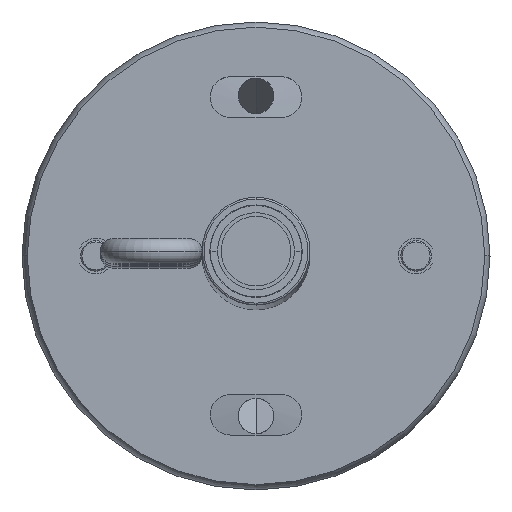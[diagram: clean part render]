
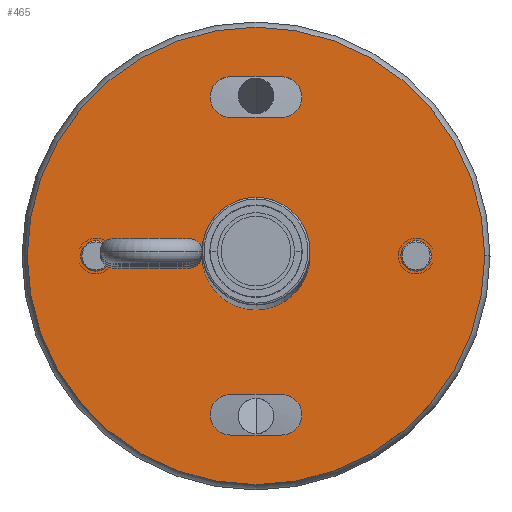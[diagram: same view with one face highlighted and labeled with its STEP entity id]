
A CAD part, top view. The second image highlights one B-rep face of the part: STEP entity #465.
In plain terms, the highlighted planar face has unit normal (0, 0, 1).
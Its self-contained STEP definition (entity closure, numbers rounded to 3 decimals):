
#465=ADVANCED_FACE('',(#955,#956,#957,#958,#959,#960),#961,.T.);
#955=FACE_OUTER_BOUND('',#1452,.T.);
#956=FACE_BOUND('',#1453,.T.);
#957=FACE_BOUND('',#1454,.T.);
#958=FACE_BOUND('',#1455,.T.);
#959=FACE_BOUND('',#1456,.T.);
#960=FACE_BOUND('',#1457,.T.);
#961=PLANE('',#1458);
#1411=EDGE_CURVE('',#2720,#2724,#2726,.T.);
#1414=EDGE_CURVE('',#2731,#2728,#2732,.T.);
#1419=EDGE_CURVE('',#2740,#2737,#2741,.T.);
#1424=EDGE_CURVE('',#2737,#2740,#2747,.T.);
#1427=EDGE_CURVE('',#2728,#2731,#2750,.T.);
#1429=EDGE_CURVE('',#2724,#2720,#2752,.T.);
#1452=EDGE_LOOP('',(#2825,#2826));
#1453=EDGE_LOOP('',(#2827,#2828));
#1454=EDGE_LOOP('',(#2829,#2830));
#1455=EDGE_LOOP('',(#2831,#2832,#2833,#2834));
#1456=EDGE_LOOP('',(#2835,#2836,#2837,#2838));
#1457=EDGE_LOOP('',(#2839,#2840));
#1458=AXIS2_PLACEMENT_3D('',#2841,#2842,#2843);
#2720=VERTEX_POINT('',#4134);
#2724=VERTEX_POINT('',#4139);
#2726=CIRCLE('',#4142,9.0);
#2728=VERTEX_POINT('',#4144);
#2731=VERTEX_POINT('',#4148);
#2732=CIRCLE('',#4149,6.0);
#2737=VERTEX_POINT('',#4155);
#2740=VERTEX_POINT('',#4159);
#2741=CIRCLE('',#4160,6.0);
#2747=CIRCLE('',#4167,6.0);
#2750=CIRCLE('',#4170,6.0);
#2752=CIRCLE('',#4172,9.0);
#2825=ORIENTED_EDGE('',*,*,#4203,.F.);
#2826=ORIENTED_EDGE('',*,*,#4178,.F.);
#2827=ORIENTED_EDGE('',*,*,#1424,.T.);
#2828=ORIENTED_EDGE('',*,*,#1419,.T.);
#2829=ORIENTED_EDGE('',*,*,#1427,.T.);
#2830=ORIENTED_EDGE('',*,*,#1414,.T.);
#2831=ORIENTED_EDGE('',*,*,#4181,.T.);
#2832=ORIENTED_EDGE('',*,*,#4190,.T.);
#2833=ORIENTED_EDGE('',*,*,#4187,.T.);
#2834=ORIENTED_EDGE('',*,*,#4184,.T.);
#2835=ORIENTED_EDGE('',*,*,#4193,.T.);
#2836=ORIENTED_EDGE('',*,*,#4202,.T.);
#2837=ORIENTED_EDGE('',*,*,#4199,.T.);
#2838=ORIENTED_EDGE('',*,*,#4196,.T.);
#2839=ORIENTED_EDGE('',*,*,#1411,.T.);
#2840=ORIENTED_EDGE('',*,*,#1429,.T.);
#2841=CARTESIAN_POINT('',(847.0,-2362.902,237.798));
#2842=DIRECTION('',(0.0,0.0,1.0));
#2843=DIRECTION('',(1.0,0.0,0.0));
#4134=CARTESIAN_POINT('',(847.0,-2371.902,237.798));
#4139=CARTESIAN_POINT('',(847.0,-2353.902,237.798));
#4142=AXIS2_PLACEMENT_3D('',#4864,#4865,#4866);
#4144=CARTESIAN_POINT('',(790.0,-2362.902,237.798));
#4148=CARTESIAN_POINT('',(778.0,-2362.902,237.798));
#4149=AXIS2_PLACEMENT_3D('',#4868,#4869,#4870);
#4155=CARTESIAN_POINT('',(916.0,-2362.902,237.798));
#4159=CARTESIAN_POINT('',(904.0,-2362.902,237.798));
#4160=AXIS2_PLACEMENT_3D('',#4876,#4877,#4878);
#4167=AXIS2_PLACEMENT_3D('',#4886,#4887,#4888);
#4170=AXIS2_PLACEMENT_3D('',#4892,#4893,#4894);
#4172=AXIS2_PLACEMENT_3D('',#4895,#4896,#4897);
#4178=EDGE_CURVE('',#4906,#4902,#4908,.T.);
#4181=EDGE_CURVE('',#4914,#4912,#4915,.T.);
#4184=EDGE_CURVE('',#4919,#4914,#4920,.T.);
#4187=EDGE_CURVE('',#4924,#4919,#4925,.T.);
#4190=EDGE_CURVE('',#4912,#4924,#4928,.T.);
#4193=EDGE_CURVE('',#4934,#4932,#4935,.T.);
#4196=EDGE_CURVE('',#4939,#4934,#4940,.T.);
#4199=EDGE_CURVE('',#4944,#4939,#4945,.T.);
#4202=EDGE_CURVE('',#4932,#4944,#4948,.T.);
#4203=EDGE_CURVE('',#4902,#4906,#4949,.T.);
#4864=CARTESIAN_POINT('',(847.0,-2362.902,237.798));
#4865=DIRECTION('',(-0.0,-0.0,-1.0));
#4866=DIRECTION('',(0.0,-1.0,0.0));
#4868=CARTESIAN_POINT('',(784.0,-2362.902,237.798));
#4869=DIRECTION('',(0.0,0.0,-1.0));
#4870=DIRECTION('',(1.0,0.0,0.0));
#4876=CARTESIAN_POINT('',(910.0,-2362.902,237.798));
#4877=DIRECTION('',(0.0,0.0,-1.0));
#4878=DIRECTION('',(1.0,0.0,0.0));
#4886=CARTESIAN_POINT('',(910.0,-2362.902,237.798));
#4887=DIRECTION('',(0.0,0.0,-1.0));
#4888=DIRECTION('',(1.0,0.0,0.0));
#4892=CARTESIAN_POINT('',(784.0,-2362.902,237.798));
#4893=DIRECTION('',(0.0,0.0,-1.0));
#4894=DIRECTION('',(1.0,0.0,0.0));
#4895=CARTESIAN_POINT('',(847.0,-2362.902,237.798));
#4896=DIRECTION('',(-0.0,-0.0,-1.0));
#4897=DIRECTION('',(0.0,-1.0,0.0));
#4902=VERTEX_POINT('',#5840);
#4906=VERTEX_POINT('',#5845);
#4908=CIRCLE('',#5848,90.0);
#4912=VERTEX_POINT('',#5852);
#4914=VERTEX_POINT('',#5855);
#4915=CIRCLE('',#5856,8.0);
#4919=VERTEX_POINT('',#5862);
#4920=LINE('',#5863,#5864);
#4924=VERTEX_POINT('',#5869);
#4925=CIRCLE('',#5870,8.0);
#4928=LINE('',#5875,#5876);
#4932=VERTEX_POINT('',#5881);
#4934=VERTEX_POINT('',#5884);
#4935=LINE('',#5885,#5886);
#4939=VERTEX_POINT('',#5891);
#4940=CIRCLE('',#5892,8.0);
#4944=VERTEX_POINT('',#5898);
#4945=LINE('',#5899,#5900);
#4948=CIRCLE('',#5904,8.0);
#4949=CIRCLE('',#5905,90.0);
#5840=CARTESIAN_POINT('',(847.0,-2452.902,237.798));
#5845=CARTESIAN_POINT('',(847.0,-2272.902,237.798));
#5848=AXIS2_PLACEMENT_3D('',#7062,#7063,#7064);
#5852=CARTESIAN_POINT('',(857.0,-2433.402,237.798));
#5855=CARTESIAN_POINT('',(857.0,-2417.402,237.798));
#5856=AXIS2_PLACEMENT_3D('',#7069,#7070,#7071);
#5862=CARTESIAN_POINT('',(837.0,-2417.402,237.798));
#5863=CARTESIAN_POINT('',(847.0,-2417.402,237.798));
#5864=VECTOR('',#7074,1.0);
#5869=CARTESIAN_POINT('',(837.0,-2433.402,237.798));
#5870=AXIS2_PLACEMENT_3D('',#7079,#7080,#7081);
#5875=CARTESIAN_POINT('',(847.0,-2433.402,237.798));
#5876=VECTOR('',#7084,1.0);
#5881=CARTESIAN_POINT('',(837.0,-2308.402,237.798));
#5884=CARTESIAN_POINT('',(857.0,-2308.402,237.798));
#5885=CARTESIAN_POINT('',(847.0,-2308.402,237.798));
#5886=VECTOR('',#7087,1.0);
#5891=CARTESIAN_POINT('',(857.0,-2292.402,237.798));
#5892=AXIS2_PLACEMENT_3D('',#7092,#7093,#7094);
#5898=CARTESIAN_POINT('',(837.0,-2292.402,237.798));
#5899=CARTESIAN_POINT('',(847.0,-2292.402,237.798));
#5900=VECTOR('',#7097,1.0);
#5904=AXIS2_PLACEMENT_3D('',#7102,#7103,#7104);
#5905=AXIS2_PLACEMENT_3D('',#7105,#7106,#7107);
#7062=CARTESIAN_POINT('',(847.0,-2362.902,237.798));
#7063=DIRECTION('',(-0.0,-0.0,-1.0));
#7064=DIRECTION('',(0.0,-1.0,0.0));
#7069=CARTESIAN_POINT('',(857.0,-2425.402,237.798));
#7070=DIRECTION('',(-0.0,-0.0,-1.0));
#7071=DIRECTION('',(0.0,-1.0,0.0));
#7074=DIRECTION('',(1.0,0.0,0.0));
#7079=CARTESIAN_POINT('',(837.0,-2425.402,237.798));
#7080=DIRECTION('',(-0.0,-0.0,-1.0));
#7081=DIRECTION('',(0.0,-1.0,0.0));
#7084=DIRECTION('',(-1.0,0.0,0.0));
#7087=DIRECTION('',(-1.0,0.,0.0));
#7092=CARTESIAN_POINT('',(857.0,-2300.402,237.798));
#7093=DIRECTION('',(-0.0,-0.0,-1.0));
#7094=DIRECTION('',(0.0,-1.0,0.0));
#7097=DIRECTION('',(1.0,0.,0.0));
#7102=CARTESIAN_POINT('',(837.0,-2300.402,237.798));
#7103=DIRECTION('',(-0.0,-0.0,-1.0));
#7104=DIRECTION('',(0.0,-1.0,0.0));
#7105=CARTESIAN_POINT('',(847.0,-2362.902,237.798));
#7106=DIRECTION('',(-0.0,-0.0,-1.0));
#7107=DIRECTION('',(0.0,-1.0,0.0));
